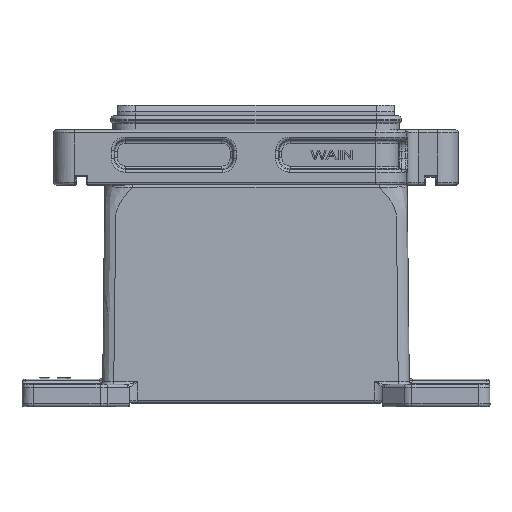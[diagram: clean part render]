
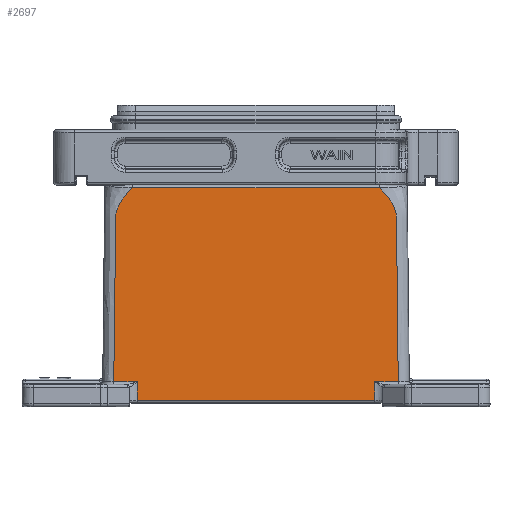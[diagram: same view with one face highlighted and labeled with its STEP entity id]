
A CAD part, top view. The second image highlights one B-rep face of the part: STEP entity #2697.
In plain terms, the highlighted planar face has unit normal (0, 0.011, 1).
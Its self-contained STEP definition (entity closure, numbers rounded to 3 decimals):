
#2697=ADVANCED_FACE('NONE',(#4552),#3609,.T.);
#3609=PLANE('',#23562);
#4552=FACE_OUTER_BOUND('',#5935,.T.);
#5935=EDGE_LOOP('',(#13324,#13325,#13326,#13327,#13328,#13329,#13330,#13331));
#7464=LINE('',#39111,#8902);
#7465=LINE('',#39114,#8903);
#7466=LINE('',#39165,#8904);
#7467=LINE('',#39205,#8905);
#7468=LINE('',#39207,#8906);
#7469=LINE('',#39209,#8907);
#8902=VECTOR('',#27419,1.);
#8903=VECTOR('',#27420,1.);
#8904=VECTOR('',#27421,1.);
#8905=VECTOR('',#27422,1.);
#8906=VECTOR('',#27423,1.);
#8907=VECTOR('',#27424,1.);
#13324=ORIENTED_EDGE('',*,*,#20110,.T.);
#13325=ORIENTED_EDGE('',*,*,#20111,.T.);
#13326=ORIENTED_EDGE('',*,*,#20112,.T.);
#13327=ORIENTED_EDGE('',*,*,#20113,.T.);
#13328=ORIENTED_EDGE('',*,*,#20114,.T.);
#13329=ORIENTED_EDGE('',*,*,#20115,.T.);
#13330=ORIENTED_EDGE('',*,*,#20116,.T.);
#13331=ORIENTED_EDGE('',*,*,#20117,.T.);
#17313=VERTEX_POINT('',#39112);
#17314=VERTEX_POINT('',#39113);
#17315=VERTEX_POINT('',#39115);
#17316=VERTEX_POINT('',#39164);
#17317=VERTEX_POINT('',#39166);
#17318=VERTEX_POINT('',#39204);
#17319=VERTEX_POINT('',#39206);
#17320=VERTEX_POINT('',#39208);
#20110=EDGE_CURVE('NONE',#17313,#17314,#7464,.T.);
#20111=EDGE_CURVE('NONE',#17314,#17315,#7465,.T.);
#20112=EDGE_CURVE('NONE',#17315,#17316,#22075,.T.);
#20113=EDGE_CURVE('NONE',#17316,#17317,#7466,.T.);
#20114=EDGE_CURVE('NONE',#17317,#17318,#22076,.T.);
#20115=EDGE_CURVE('NONE',#17318,#17319,#7467,.T.);
#20116=EDGE_CURVE('NONE',#17319,#17320,#7468,.T.);
#20117=EDGE_CURVE('NONE',#17320,#17313,#7469,.T.);
#22075=B_SPLINE_CURVE_WITH_KNOTS('',3,(#39116,#39117,#39118,#39119,#39120,
#39121,#39122,#39123,#39124,#39125,#39126,#39127,#39128,#39129,#39130,#39131,
#39132,#39133,#39134,#39135,#39136,#39137,#39138,#39139,#39140,#39141,#39142,
#39143,#39144,#39145,#39146,#39147,#39148,#39149,#39150,#39151,#39152,#39153,
#39154,#39155,#39156,#39157,#39158,#39159,#39160,#39161,#39162,#39163),
 .UNSPECIFIED.,.F.,.F.,(4,1,1,1,1,1,2,2,1,1,1,1,1,1,2,2,1,1,1,2,2,2,2,2,
2,2,2,2,2,2,4),(0.,0.25,0.375,0.437,
0.469,0.484,0.492,0.5,
0.625,0.687,0.719,0.734,
0.742,0.746,0.748,0.75,
0.781,0.797,0.805,0.809,0.813,
0.828,0.832,0.836,0.844,
0.875,0.938,0.969,0.984,0.992,
1.),.UNSPECIFIED.);
#22076=B_SPLINE_CURVE_WITH_KNOTS('',3,(#39167,#39168,#39169,#39170,#39171,
#39172,#39173,#39174,#39175,#39176,#39177,#39178,#39179,#39180,#39181,#39182,
#39183,#39184,#39185,#39186,#39187,#39188,#39189,#39190,#39191,#39192,#39193,
#39194,#39195,#39196,#39197,#39198,#39199,#39200,#39201,#39202,#39203),
 .UNSPECIFIED.,.F.,.F.,(4,1,1,1,2,2,2,1,1,2,2,1,1,1,1,1,2,2,1,1,1,1,1,2,
2,4),(0.,0.062,0.094,0.109,0.117,
0.125,0.156,0.172,0.18,
0.184,0.187,0.219,0.234,
0.242,0.246,0.248,0.249,
0.25,0.375,0.437,0.469,
0.484,0.492,0.496,0.5,
1.),.UNSPECIFIED.);
#23562=AXIS2_PLACEMENT_3D('',#39210,#27425,#27426);
#27419=DIRECTION('',(0.014,1.,-0.01));
#27420=DIRECTION('',(1.,0.,0.));
#27421=DIRECTION('',(-1.,0.,0.));
#27422=DIRECTION('',(1.,0.,0.));
#27423=DIRECTION('',(0.014,-1.,0.01));
#27424=DIRECTION('',(1.,0.,0.));
#27425=DIRECTION('',(0.,0.01,1.));
#27426=DIRECTION('',(0.,-1.,0.01));
#39111=CARTESIAN_POINT('',(42.814,2.31,29.814));
#39112=CARTESIAN_POINT('',(42.814,2.31,29.814));
#39113=CARTESIAN_POINT('',(42.909,8.99,29.744));
#39114=CARTESIAN_POINT('',(-58.04,8.99,29.744));
#39115=CARTESIAN_POINT('',(51.344,8.99,29.744));
#39116=CARTESIAN_POINT('',(51.344,8.99,29.744));
#39117=CARTESIAN_POINT('',(51.264,16.638,29.664));
#39118=CARTESIAN_POINT('',(51.158,26.765,29.557));
#39119=CARTESIAN_POINT('',(51.059,36.222,29.458));
#39120=CARTESIAN_POINT('',(51.015,40.361,29.415));
#39121=CARTESIAN_POINT('',(50.995,42.283,29.395));
#39122=CARTESIAN_POINT('',(50.986,43.208,29.385));
#39123=CARTESIAN_POINT('',(50.981,43.596,29.381));
#39124=CARTESIAN_POINT('',(50.979,43.853,29.379));
#39125=CARTESIAN_POINT('',(50.978,43.925,29.378));
#39126=CARTESIAN_POINT('',(50.945,47.034,29.345));
#39127=CARTESIAN_POINT('',(50.899,51.424,29.299));
#39128=CARTESIAN_POINT('',(50.846,56.545,29.246));
#39129=CARTESIAN_POINT('',(50.819,59.106,29.219));
#39130=CARTESIAN_POINT('',(50.806,60.386,29.205));
#39131=CARTESIAN_POINT('',(50.799,61.026,29.199));
#39132=CARTESIAN_POINT('',(50.796,61.346,29.195));
#39133=CARTESIAN_POINT('',(50.794,61.483,29.194));
#39134=CARTESIAN_POINT('',(50.793,61.575,29.193));
#39135=CARTESIAN_POINT('',(50.793,61.588,29.193));
#39136=CARTESIAN_POINT('',(50.779,62.921,29.179));
#39137=CARTESIAN_POINT('',(50.763,64.41,29.163));
#39138=CARTESIAN_POINT('',(50.753,65.462,29.152));
#39139=CARTESIAN_POINT('',(50.749,65.816,29.149));
#39140=CARTESIAN_POINT('',(50.748,65.931,29.147));
#39141=CARTESIAN_POINT('',(50.747,66.,29.147));
#39142=CARTESIAN_POINT('',(50.747,65.982,29.147));
#39143=CARTESIAN_POINT('',(50.744,66.353,29.143));
#39144=CARTESIAN_POINT('',(50.74,66.687,29.139));
#39145=CARTESIAN_POINT('',(50.735,67.27,29.133));
#39146=CARTESIAN_POINT('',(50.734,67.374,29.132));
#39147=CARTESIAN_POINT('',(50.732,67.557,29.13));
#39148=CARTESIAN_POINT('',(50.731,67.601,29.13));
#39149=CARTESIAN_POINT('',(50.725,67.904,29.127));
#39150=CARTESIAN_POINT('',(50.719,68.068,29.125));
#39151=CARTESIAN_POINT('',(50.666,68.979,29.115));
#39152=CARTESIAN_POINT('',(50.547,69.713,29.108));
#39153=CARTESIAN_POINT('',(49.974,71.874,29.085));
#39154=CARTESIAN_POINT('',(49.288,73.328,29.07));
#39155=CARTESIAN_POINT('',(47.846,75.465,29.047));
#39156=CARTESIAN_POINT('',(47.292,76.178,29.04));
#39157=CARTESIAN_POINT('',(46.355,77.245,29.029));
#39158=CARTESIAN_POINT('',(46.03,77.595,29.025));
#39159=CARTESIAN_POINT('',(45.505,78.13,29.02));
#39160=CARTESIAN_POINT('',(45.292,78.341,29.017));
#39161=CARTESIAN_POINT('',(45.001,78.622,29.014));
#39162=CARTESIAN_POINT('',(44.814,78.799,29.013));
#39163=CARTESIAN_POINT('',(44.586,79.011,29.01));
#39164=CARTESIAN_POINT('',(44.586,79.01,29.01));
#39165=CARTESIAN_POINT('',(-58.04,79.01,29.01));
#39166=CARTESIAN_POINT('',(-44.586,79.01,29.01));
#39167=CARTESIAN_POINT('',(-44.586,79.01,29.01));
#39168=CARTESIAN_POINT('',(-45.873,77.828,29.023));
#39169=CARTESIAN_POINT('',(-47.501,76.044,29.041));
#39170=CARTESIAN_POINT('',(-48.872,73.946,29.063));
#39171=CARTESIAN_POINT('',(-49.425,72.893,29.074));
#39172=CARTESIAN_POINT('',(-49.634,72.44,29.079));
#39173=CARTESIAN_POINT('',(-49.767,72.139,29.082));
#39174=CARTESIAN_POINT('',(-49.819,72.016,29.084));
#39175=CARTESIAN_POINT('',(-50.176,71.117,29.093));
#39176=CARTESIAN_POINT('',(-50.39,70.398,29.101));
#39177=CARTESIAN_POINT('',(-50.588,69.357,29.111));
#39178=CARTESIAN_POINT('',(-50.664,68.815,29.117));
#39179=CARTESIAN_POINT('',(-50.712,68.144,29.124));
#39180=CARTESIAN_POINT('',(-50.724,67.848,29.127));
#39181=CARTESIAN_POINT('',(-50.73,67.649,29.129));
#39182=CARTESIAN_POINT('',(-50.732,67.5,29.131));
#39183=CARTESIAN_POINT('',(-50.737,67.032,29.136));
#39184=CARTESIAN_POINT('',(-50.746,66.158,29.145));
#39185=CARTESIAN_POINT('',(-50.761,64.701,29.16));
#39186=CARTESIAN_POINT('',(-50.769,63.862,29.169));
#39187=CARTESIAN_POINT('',(-50.774,63.416,29.174));
#39188=CARTESIAN_POINT('',(-50.776,63.185,29.176));
#39189=CARTESIAN_POINT('',(-50.777,63.085,29.177));
#39190=CARTESIAN_POINT('',(-50.778,63.018,29.178));
#39191=CARTESIAN_POINT('',(-50.779,62.951,29.179));
#39192=CARTESIAN_POINT('',(-50.78,62.859,29.18));
#39193=CARTESIAN_POINT('',(-50.804,60.542,29.204));
#39194=CARTESIAN_POINT('',(-50.872,54.024,29.272));
#39195=CARTESIAN_POINT('',(-50.916,49.812,29.316));
#39196=CARTESIAN_POINT('',(-50.941,47.467,29.341));
#39197=CARTESIAN_POINT('',(-50.954,46.235,29.354));
#39198=CARTESIAN_POINT('',(-50.959,45.695,29.359));
#39199=CARTESIAN_POINT('',(-50.963,45.331,29.363));
#39200=CARTESIAN_POINT('',(-50.966,45.118,29.365));
#39201=CARTESIAN_POINT('',(-51.174,25.24,29.573));
#39202=CARTESIAN_POINT('',(-51.299,13.249,29.699));
#39203=CARTESIAN_POINT('',(-51.344,8.99,29.744));
#39204=CARTESIAN_POINT('',(-51.344,8.99,29.744));
#39205=CARTESIAN_POINT('',(-58.04,8.99,29.744));
#39206=CARTESIAN_POINT('',(-42.909,8.99,29.744));
#39207=CARTESIAN_POINT('',(-42.909,8.99,29.744));
#39208=CARTESIAN_POINT('',(-42.814,2.31,29.814));
#39209=CARTESIAN_POINT('',(-58.04,2.31,29.814));
#39210=CARTESIAN_POINT('',(-58.04,80.,29.));
